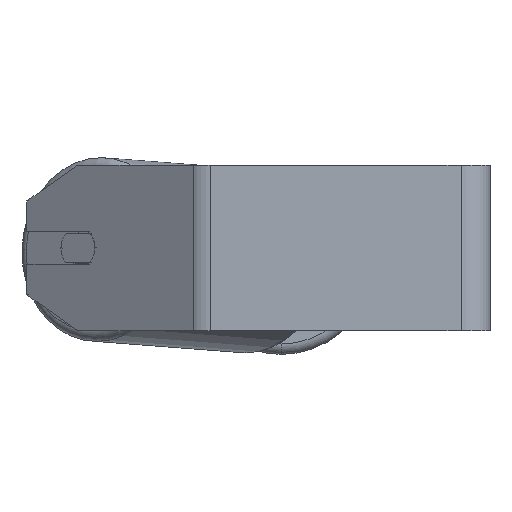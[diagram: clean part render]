
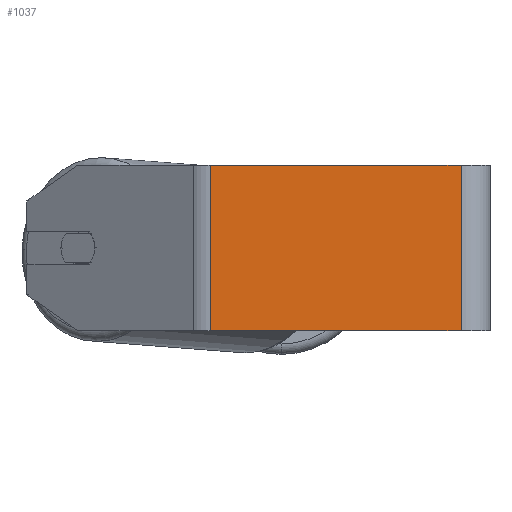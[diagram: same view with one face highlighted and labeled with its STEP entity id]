
A CAD part, left-side view. The second image highlights one B-rep face of the part: STEP entity #1037.
In plain terms, the highlighted planar face has unit normal (-1, 0, 0).
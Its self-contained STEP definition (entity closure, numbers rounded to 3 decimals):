
#21 = CARTESIAN_POINT ( 'NONE',  ( -270., 139.747, 40. ) ) ;
#142 = VECTOR ( 'NONE', #5018, 1000. ) ;
#552 = DIRECTION ( 'NONE',  ( 0., -1., 0. ) ) ;
#1037 = ADVANCED_FACE ( 'NONE', ( #2533 ), #5375, .F. ) ;
#1274 = EDGE_CURVE ( 'NONE', #4688, #1288, #5237, .T. ) ;
#1288 = VERTEX_POINT ( 'NONE', #3284 ) ;
#1487 = EDGE_CURVE ( 'NONE', #1288, #8317, #4844, .T. ) ;
#2127 = AXIS2_PLACEMENT_3D ( 'NONE', #2889, #6139, #2222 ) ;
#2128 = CARTESIAN_POINT ( 'NONE',  ( -270., 14., -40. ) ) ;
#2222 = DIRECTION ( 'NONE',  ( 0., 0., -1. ) ) ;
#2533 = FACE_OUTER_BOUND ( 'NONE', #2544, .T. ) ;
#2544 = EDGE_LOOP ( 'NONE', ( #2555, #3674, #7208, #8140 ) ) ;
#2555 = ORIENTED_EDGE ( 'NONE', *, *, #3975, .T. ) ;
#2889 = CARTESIAN_POINT ( 'NONE',  ( -270., 139.747, 40. ) ) ;
#2977 = CARTESIAN_POINT ( 'NONE',  ( -270., 135.333, 40. ) ) ;
#3188 = DIRECTION ( 'NONE',  ( 0., -1., 0. ) ) ;
#3189 = VERTEX_POINT ( 'NONE', #4754 ) ;
#3284 = CARTESIAN_POINT ( 'NONE',  ( -270., 14., 40. ) ) ;
#3674 = ORIENTED_EDGE ( 'NONE', *, *, #1487, .F. ) ;
#3975 = EDGE_CURVE ( 'NONE', #3189, #8317, #4187, .T. ) ;
#4081 = VECTOR ( 'NONE', #552, 1000. ) ;
#4187 = LINE ( 'NONE', #6960, #4081 ) ;
#4249 = CARTESIAN_POINT ( 'NONE',  ( -270., 135.333, 40. ) ) ;
#4341 = EDGE_CURVE ( 'NONE', #4688, #3189, #8145, .T. ) ;
#4688 = VERTEX_POINT ( 'NONE', #4249 ) ;
#4754 = CARTESIAN_POINT ( 'NONE',  ( -270., 135.333, -40. ) ) ;
#4844 = LINE ( 'NONE', #5447, #6476 ) ;
#4846 = VECTOR ( 'NONE', #3188, 1000. ) ;
#5018 = DIRECTION ( 'NONE',  ( 0., 0., -1. ) ) ;
#5237 = LINE ( 'NONE', #21, #4846 ) ;
#5375 = PLANE ( 'NONE',  #2127 ) ;
#5447 = CARTESIAN_POINT ( 'NONE',  ( -270., 14., 40. ) ) ;
#6139 = DIRECTION ( 'NONE',  ( 1., 0., 0. ) ) ;
#6476 = VECTOR ( 'NONE', #6721, 1000. ) ;
#6721 = DIRECTION ( 'NONE',  ( 0., 0., -1. ) ) ;
#6960 = CARTESIAN_POINT ( 'NONE',  ( -270., 139.747, -40. ) ) ;
#7208 = ORIENTED_EDGE ( 'NONE', *, *, #1274, .F. ) ;
#8140 = ORIENTED_EDGE ( 'NONE', *, *, #4341, .T. ) ;
#8145 = LINE ( 'NONE', #2977, #142 ) ;
#8317 = VERTEX_POINT ( 'NONE', #2128 ) ;
